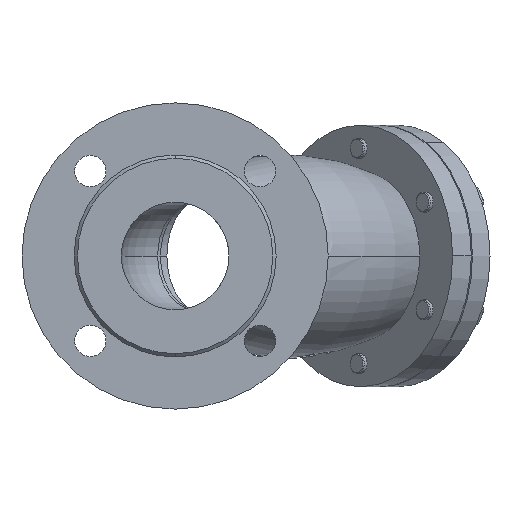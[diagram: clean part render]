
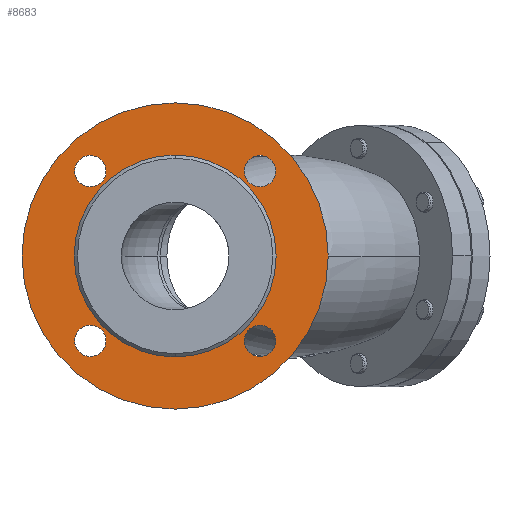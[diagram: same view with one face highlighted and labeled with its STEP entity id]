
A CAD part, left-side view. The second image highlights one B-rep face of the part: STEP entity #8683.
In plain terms, the highlighted planar face has unit normal (-1, 0, 0).
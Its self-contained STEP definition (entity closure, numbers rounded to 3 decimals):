
#226 = DIRECTION ( 'NONE',  ( 1., 0., 0. ) ) ;
#261 = CARTESIAN_POINT ( 'NONE',  ( -143., -51.265, 51.265 ) ) ;
#344 = VERTEX_POINT ( 'NONE', #4041 ) ;
#405 = AXIS2_PLACEMENT_3D ( 'NONE', #5705, #6900, #2896 ) ;
#482 = DIRECTION ( 'NONE',  ( 0., 0., 1. ) ) ;
#1408 = ORIENTED_EDGE ( 'NONE', *, *, #13103, .T. ) ;
#1426 = AXIS2_PLACEMENT_3D ( 'NONE', #12274, #3843, #18359 ) ;
#1467 = AXIS2_PLACEMENT_3D ( 'NONE', #12003, #11184, #11090 ) ;
#1614 = PLANE ( 'NONE',  #9277 ) ;
#1733 = CIRCLE ( 'NONE', #5756, 92.5 ) ;
#1816 = VERTEX_POINT ( 'NONE', #6590 ) ;
#2061 = ORIENTED_EDGE ( 'NONE', *, *, #19049, .T. ) ;
#2159 = CIRCLE ( 'NONE', #7733, 9.5 ) ;
#2360 = CIRCLE ( 'NONE', #1426, 9.5 ) ;
#2479 = EDGE_CURVE ( 'NONE', #16544, #3754, #2360, .T. ) ;
#2632 = VERTEX_POINT ( 'NONE', #8379 ) ;
#2896 = DIRECTION ( 'NONE',  ( 0., 0., -1. ) ) ;
#2985 = VERTEX_POINT ( 'NONE', #4277 ) ;
#3045 = EDGE_CURVE ( 'NONE', #14909, #17643, #1733, .T. ) ;
#3073 = FACE_BOUND ( 'NONE', #11979, .T. ) ;
#3270 = ORIENTED_EDGE ( 'NONE', *, *, #18312, .F. ) ;
#3279 = CIRCLE ( 'NONE', #7277, 9.5 ) ;
#3712 = AXIS2_PLACEMENT_3D ( 'NONE', #12776, #11321, #17232 ) ;
#3754 = VERTEX_POINT ( 'NONE', #4393 ) ;
#3804 = CIRCLE ( 'NONE', #405, 9.5 ) ;
#3843 = DIRECTION ( 'NONE',  ( 1., 0., 0. ) ) ;
#3965 = EDGE_CURVE ( 'NONE', #9519, #344, #8633, .T. ) ;
#4041 = CARTESIAN_POINT ( 'NONE',  ( -143., 0., -61. ) ) ;
#4097 = DIRECTION ( 'NONE',  ( 0., 0., 1. ) ) ;
#4277 = CARTESIAN_POINT ( 'NONE',  ( -143., -41.765, -51.265 ) ) ;
#4333 = DIRECTION ( 'NONE',  ( 0., 0., -1. ) ) ;
#4393 = CARTESIAN_POINT ( 'NONE',  ( -143., 41.765, 51.265 ) ) ;
#4533 = EDGE_LOOP ( 'NONE', ( #4785, #15003 ) ) ;
#4625 = CARTESIAN_POINT ( 'NONE',  ( -143., 92.5, 0. ) ) ;
#4650 = DIRECTION ( 'NONE',  ( 1., 0., 0. ) ) ;
#4785 = ORIENTED_EDGE ( 'NONE', *, *, #8465, .T. ) ;
#4844 = CARTESIAN_POINT ( 'NONE',  ( -143., 0., 92.5 ) ) ;
#4880 = EDGE_LOOP ( 'NONE', ( #4995, #7002 ) ) ;
#4995 = ORIENTED_EDGE ( 'NONE', *, *, #8281, .T. ) ;
#5601 = VERTEX_POINT ( 'NONE', #12946 ) ;
#5705 = CARTESIAN_POINT ( 'NONE',  ( -143., -51.265, 51.265 ) ) ;
#5756 = AXIS2_PLACEMENT_3D ( 'NONE', #6311, #16471, #13856 ) ;
#5884 = AXIS2_PLACEMENT_3D ( 'NONE', #16169, #4650, #17892 ) ;
#6009 = EDGE_CURVE ( 'NONE', #3754, #16544, #3279, .T. ) ;
#6055 = DIRECTION ( 'NONE',  ( 1., 0., 0. ) ) ;
#6137 = CARTESIAN_POINT ( 'NONE',  ( -143., -51.265, -51.265 ) ) ;
#6173 = DIRECTION ( 'NONE',  ( 0., 0., -1. ) ) ;
#6179 = AXIS2_PLACEMENT_3D ( 'NONE', #13445, #9175, #16635 ) ;
#6192 = CIRCLE ( 'NONE', #11747, 92.5 ) ;
#6235 = DIRECTION ( 'NONE',  ( 0., 0., -1. ) ) ;
#6311 = CARTESIAN_POINT ( 'NONE',  ( -143., 0., 0. ) ) ;
#6590 = CARTESIAN_POINT ( 'NONE',  ( -143., 51.265, -60.765 ) ) ;
#6900 = DIRECTION ( 'NONE',  ( 1., 0., 0. ) ) ;
#7002 = ORIENTED_EDGE ( 'NONE', *, *, #12584, .T. ) ;
#7231 = FACE_BOUND ( 'NONE', #14931, .T. ) ;
#7277 = AXIS2_PLACEMENT_3D ( 'NONE', #7408, #6055, #17848 ) ;
#7408 = CARTESIAN_POINT ( 'NONE',  ( -143., 51.265, 51.265 ) ) ;
#7526 = FACE_BOUND ( 'NONE', #19048, .T. ) ;
#7630 = CARTESIAN_POINT ( 'NONE',  ( -143., -60.765, -51.265 ) ) ;
#7733 = AXIS2_PLACEMENT_3D ( 'NONE', #261, #16242, #6173 ) ;
#8109 = ORIENTED_EDGE ( 'NONE', *, *, #3965, .F. ) ;
#8213 = EDGE_CURVE ( 'NONE', #5601, #1816, #18852, .T. ) ;
#8281 = EDGE_CURVE ( 'NONE', #13180, #2985, #14527, .T. ) ;
#8379 = CARTESIAN_POINT ( 'NONE',  ( -143., -51.265, 60.765 ) ) ;
#8465 = EDGE_CURVE ( 'NONE', #17643, #14909, #6192, .T. ) ;
#8586 = EDGE_CURVE ( 'NONE', #13478, #2632, #2159, .T. ) ;
#8633 = CIRCLE ( 'NONE', #6179, 61. ) ;
#8673 = FACE_BOUND ( 'NONE', #4880, .T. ) ;
#8683 = ADVANCED_FACE ( 'NONE', ( #3073, #8673, #7526, #14884, #7231, #11678 ), #1614, .F. ) ;
#8904 = CARTESIAN_POINT ( 'NONE',  ( -143., 60.765, 51.265 ) ) ;
#9175 = DIRECTION ( 'NONE',  ( -1., 0., 0. ) ) ;
#9277 = AXIS2_PLACEMENT_3D ( 'NONE', #4625, #10515, #4333 ) ;
#9513 = CIRCLE ( 'NONE', #1467, 9.5 ) ;
#9519 = VERTEX_POINT ( 'NONE', #11814 ) ;
#10515 = DIRECTION ( 'NONE',  ( 1., 0., 0. ) ) ;
#10724 = AXIS2_PLACEMENT_3D ( 'NONE', #11349, #17351, #4097 ) ;
#11090 = DIRECTION ( 'NONE',  ( 0., 0., -1. ) ) ;
#11112 = DIRECTION ( 'NONE',  ( -1., 0., 0. ) ) ;
#11184 = DIRECTION ( 'NONE',  ( 1., 0., 0. ) ) ;
#11321 = DIRECTION ( 'NONE',  ( 1., 0., 0. ) ) ;
#11349 = CARTESIAN_POINT ( 'NONE',  ( -143., 0., 0. ) ) ;
#11678 = FACE_OUTER_BOUND ( 'NONE', #4533, .T. ) ;
#11747 = AXIS2_PLACEMENT_3D ( 'NONE', #18183, #11112, #482 ) ;
#11814 = CARTESIAN_POINT ( 'NONE',  ( -143., 0., 61. ) ) ;
#11979 = EDGE_LOOP ( 'NONE', ( #16970, #2061 ) ) ;
#12003 = CARTESIAN_POINT ( 'NONE',  ( -143., 51.265, -51.265 ) ) ;
#12274 = CARTESIAN_POINT ( 'NONE',  ( -143., 51.265, 51.265 ) ) ;
#12338 = ORIENTED_EDGE ( 'NONE', *, *, #2479, .T. ) ;
#12584 = EDGE_CURVE ( 'NONE', #2985, #13180, #14945, .T. ) ;
#12776 = CARTESIAN_POINT ( 'NONE',  ( -143., 51.265, -51.265 ) ) ;
#12932 = EDGE_LOOP ( 'NONE', ( #15546, #12338 ) ) ;
#12946 = CARTESIAN_POINT ( 'NONE',  ( -143., 51.265, -41.765 ) ) ;
#13103 = EDGE_CURVE ( 'NONE', #2632, #13478, #3804, .T. ) ;
#13180 = VERTEX_POINT ( 'NONE', #7630 ) ;
#13399 = AXIS2_PLACEMENT_3D ( 'NONE', #6137, #226, #6235 ) ;
#13445 = CARTESIAN_POINT ( 'NONE',  ( -143., 0., 0. ) ) ;
#13478 = VERTEX_POINT ( 'NONE', #15848 ) ;
#13856 = DIRECTION ( 'NONE',  ( 0., 0., 1. ) ) ;
#14527 = CIRCLE ( 'NONE', #5884, 9.5 ) ;
#14884 = FACE_BOUND ( 'NONE', #12932, .T. ) ;
#14909 = VERTEX_POINT ( 'NONE', #18931 ) ;
#14931 = EDGE_LOOP ( 'NONE', ( #3270, #8109 ) ) ;
#14945 = CIRCLE ( 'NONE', #13399, 9.5 ) ;
#15003 = ORIENTED_EDGE ( 'NONE', *, *, #3045, .T. ) ;
#15546 = ORIENTED_EDGE ( 'NONE', *, *, #6009, .T. ) ;
#15848 = CARTESIAN_POINT ( 'NONE',  ( -143., -51.265, 41.765 ) ) ;
#16169 = CARTESIAN_POINT ( 'NONE',  ( -143., -51.265, -51.265 ) ) ;
#16242 = DIRECTION ( 'NONE',  ( 1., 0., 0. ) ) ;
#16304 = CIRCLE ( 'NONE', #10724, 61. ) ;
#16471 = DIRECTION ( 'NONE',  ( -1., 0., 0. ) ) ;
#16544 = VERTEX_POINT ( 'NONE', #8904 ) ;
#16635 = DIRECTION ( 'NONE',  ( 0., 0., 1. ) ) ;
#16970 = ORIENTED_EDGE ( 'NONE', *, *, #8213, .T. ) ;
#17232 = DIRECTION ( 'NONE',  ( 0., 0., -1. ) ) ;
#17351 = DIRECTION ( 'NONE',  ( -1., 0., 0. ) ) ;
#17643 = VERTEX_POINT ( 'NONE', #4844 ) ;
#17848 = DIRECTION ( 'NONE',  ( 0., 0., -1. ) ) ;
#17892 = DIRECTION ( 'NONE',  ( 0., 0., -1. ) ) ;
#18126 = ORIENTED_EDGE ( 'NONE', *, *, #8586, .T. ) ;
#18183 = CARTESIAN_POINT ( 'NONE',  ( -143., 0., 0. ) ) ;
#18312 = EDGE_CURVE ( 'NONE', #344, #9519, #16304, .T. ) ;
#18359 = DIRECTION ( 'NONE',  ( 0., 0., -1. ) ) ;
#18852 = CIRCLE ( 'NONE', #3712, 9.5 ) ;
#18931 = CARTESIAN_POINT ( 'NONE',  ( -143., 0., -92.5 ) ) ;
#19048 = EDGE_LOOP ( 'NONE', ( #1408, #18126 ) ) ;
#19049 = EDGE_CURVE ( 'NONE', #1816, #5601, #9513, .T. ) ;
